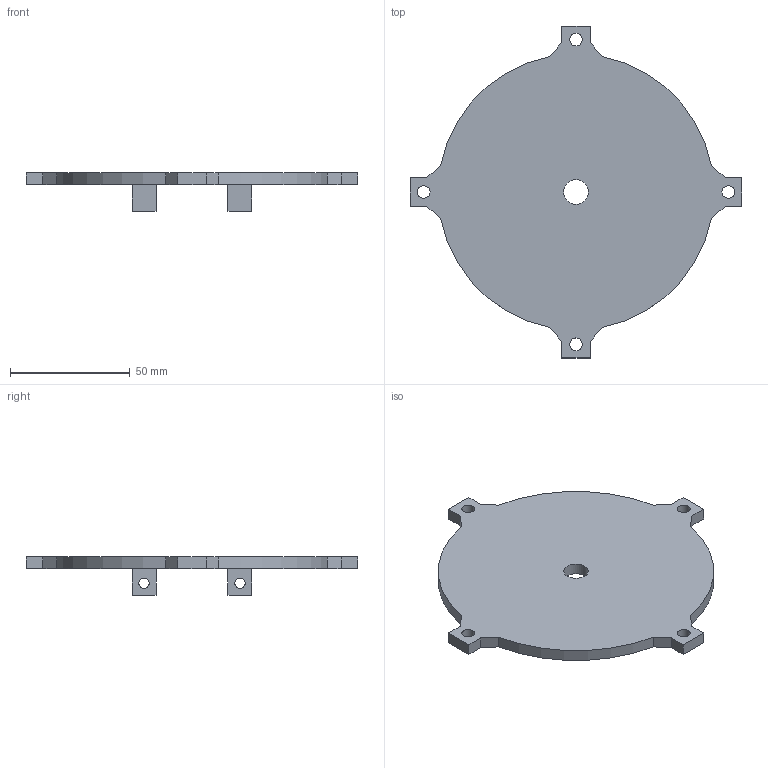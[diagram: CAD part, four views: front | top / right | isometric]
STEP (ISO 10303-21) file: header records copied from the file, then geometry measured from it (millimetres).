
FILE_DESCRIPTION(('FreeCAD Model'),'2;1');
FILE_NAME('Open CASCADE Shape Model','2025-10-15T20:03:30',(''),(''), 'Open CASCADE STEP processor 7.8','FreeCAD','Unknown');
FILE_SCHEMA(('AUTOMOTIVE_DESIGN { 1 0 10303 214 1 1 1 1 }'));
Length unit declared in the file: millimetre
Products named in the file (1): lid
Bounding box: 138.37 x 138.37 x 16 mm (x, y, z)
Volume: 58220.8 mm3; surface area: 26627 mm2
Topology: 1 solids, 1 shells, 55 faces, 147 edges, 98 vertices
Faces by surface type: plane 42, cylinder 13
Full cylindrical faces by diameter (mm): 4.3 x4, 5.3 x4, 10.2 x1
Entity records: 1765 total; most frequent: CARTESIAN_POINT 301, ORIENTED_EDGE 294, DIRECTION 285, EDGE_CURVE 147, LINE 121, VECTOR 121, VERTEX_POINT 98, AXIS2_PLACEMENT_3D 82
